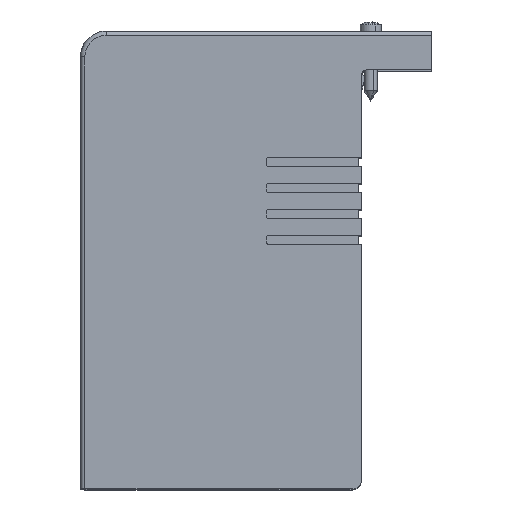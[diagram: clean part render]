
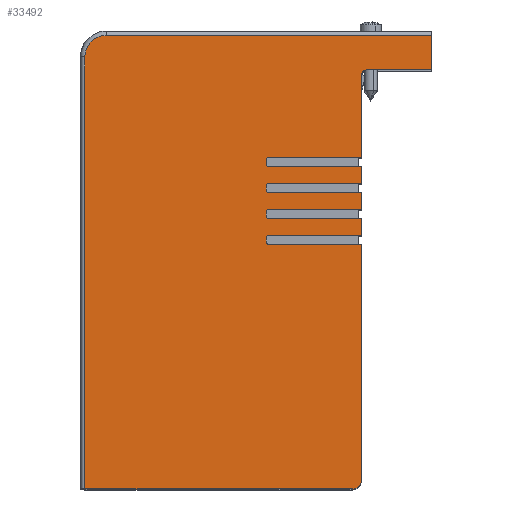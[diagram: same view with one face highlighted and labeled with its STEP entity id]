
A CAD part, top view. The second image highlights one B-rep face of the part: STEP entity #33492.
In plain terms, the highlighted planar face has unit normal (0, 0, 1).
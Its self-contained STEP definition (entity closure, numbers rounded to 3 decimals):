
#2446=DIRECTION('',(1.,0.,0.));
#2447=VECTOR('',#2446,21.5);
#2448=CARTESIAN_POINT('',(-138.65,43.5,23.25));
#2449=LINE('',#2448,#2447);
#2467=CARTESIAN_POINT('',(-119.15,-31.,23.25));
#2468=DIRECTION('',(0.,0.,-1.));
#2469=DIRECTION('',(1.,0.,0.));
#2470=AXIS2_PLACEMENT_3D('',#2467,#2468,#2469);
#2472=DIRECTION('',(-1.,0.,0.));
#2473=VECTOR('',#2472,61.85);
#2474=CARTESIAN_POINT('',(-119.15,-33.,23.25));
#2475=LINE('',#2474,#2473);
#2476=CARTESIAN_POINT('',(-176.,66.75,23.25));
#2477=DIRECTION('',(0.,0.,-1.));
#2478=DIRECTION('',(-1.,0.,0.));
#2479=AXIS2_PLACEMENT_3D('',#2476,#2477,#2478);
#2481=DIRECTION('',(0.,-1.,0.));
#2482=VECTOR('',#2481,8.);
#2483=CARTESIAN_POINT('',(-100.95,71.75,23.25));
#2484=LINE('',#2483,#2482);
#2485=DIRECTION('',(-1.,0.,0.));
#2486=VECTOR('',#2485,15.05);
#2487=CARTESIAN_POINT('',(-100.95,63.75,23.25));
#2488=LINE('',#2487,#2486);
#2489=CARTESIAN_POINT('',(-116.,62.6,23.25));
#2490=DIRECTION('',(0.,0.,1.));
#2491=DIRECTION('',(0.,1.,0.));
#2492=AXIS2_PLACEMENT_3D('',#2489,#2490,#2491);
#2494=DIRECTION('',(0.,-1.,0.));
#2495=VECTOR('',#2494,19.1);
#2496=CARTESIAN_POINT('',(-117.15,62.6,23.25));
#2497=LINE('',#2496,#2495);
#2498=CARTESIAN_POINT('',(-138.65,43.,23.25));
#2499=DIRECTION('',(0.,0.,1.));
#2500=DIRECTION('',(0.,1.,0.));
#2501=AXIS2_PLACEMENT_3D('',#2498,#2499,#2500);
#2503=CARTESIAN_POINT('',(-138.65,42.,23.25));
#2504=DIRECTION('',(0.,0.,1.));
#2505=DIRECTION('',(-1.,0.,0.));
#2506=AXIS2_PLACEMENT_3D('',#2503,#2504,#2505);
#2508=DIRECTION('',(0.,-1.,0.));
#2509=VECTOR('',#2508,4.);
#2510=CARTESIAN_POINT('',(-117.15,41.5,23.25));
#2511=LINE('',#2510,#2509);
#2512=CARTESIAN_POINT('',(-138.65,37.,23.25));
#2513=DIRECTION('',(0.,0.,1.));
#2514=DIRECTION('',(0.,1.,0.));
#2515=AXIS2_PLACEMENT_3D('',#2512,#2513,#2514);
#2517=CARTESIAN_POINT('',(-138.65,36.,23.25));
#2518=DIRECTION('',(0.,0.,1.));
#2519=DIRECTION('',(-1.,0.,0.));
#2520=AXIS2_PLACEMENT_3D('',#2517,#2518,#2519);
#2522=DIRECTION('',(0.,-1.,0.));
#2523=VECTOR('',#2522,4.);
#2524=CARTESIAN_POINT('',(-117.15,35.5,23.25));
#2525=LINE('',#2524,#2523);
#2526=CARTESIAN_POINT('',(-138.65,31.,23.25));
#2527=DIRECTION('',(0.,0.,1.));
#2528=DIRECTION('',(0.,1.,0.));
#2529=AXIS2_PLACEMENT_3D('',#2526,#2527,#2528);
#2531=CARTESIAN_POINT('',(-138.65,30.,23.25));
#2532=DIRECTION('',(0.,0.,1.));
#2533=DIRECTION('',(-1.,0.,0.));
#2534=AXIS2_PLACEMENT_3D('',#2531,#2532,#2533);
#2536=DIRECTION('',(0.,-1.,0.));
#2537=VECTOR('',#2536,4.);
#2538=CARTESIAN_POINT('',(-117.15,29.5,23.25));
#2539=LINE('',#2538,#2537);
#2540=CARTESIAN_POINT('',(-138.65,25.,23.25));
#2541=DIRECTION('',(0.,0.,1.));
#2542=DIRECTION('',(0.,1.,0.));
#2543=AXIS2_PLACEMENT_3D('',#2540,#2541,#2542);
#2545=CARTESIAN_POINT('',(-138.65,24.,23.25));
#2546=DIRECTION('',(0.,0.,1.));
#2547=DIRECTION('',(-1.,0.,0.));
#2548=AXIS2_PLACEMENT_3D('',#2545,#2546,#2547);
#2550=DIRECTION('',(0.,-1.,0.));
#2551=VECTOR('',#2550,54.5);
#2552=CARTESIAN_POINT('',(-117.15,23.5,23.25));
#2553=LINE('',#2552,#2551);
#2595=DIRECTION('',(-1.,0.,0.));
#2596=VECTOR('',#2595,21.5);
#2597=CARTESIAN_POINT('',(-117.15,23.5,23.25));
#2598=LINE('',#2597,#2596);
#2619=DIRECTION('',(0.,1.,0.));
#2620=VECTOR('',#2619,1.);
#2621=CARTESIAN_POINT('',(-139.15,24.,23.25));
#2622=LINE('',#2621,#2620);
#2643=DIRECTION('',(1.,0.,0.));
#2644=VECTOR('',#2643,21.5);
#2645=CARTESIAN_POINT('',(-138.65,25.5,23.25));
#2646=LINE('',#2645,#2644);
#2667=DIRECTION('',(-1.,0.,0.));
#2668=VECTOR('',#2667,21.5);
#2669=CARTESIAN_POINT('',(-117.15,29.5,23.25));
#2670=LINE('',#2669,#2668);
#2691=DIRECTION('',(0.,1.,0.));
#2692=VECTOR('',#2691,1.);
#2693=CARTESIAN_POINT('',(-139.15,30.,23.25));
#2694=LINE('',#2693,#2692);
#2715=DIRECTION('',(1.,0.,0.));
#2716=VECTOR('',#2715,21.5);
#2717=CARTESIAN_POINT('',(-138.65,31.5,23.25));
#2718=LINE('',#2717,#2716);
#2739=DIRECTION('',(-1.,0.,0.));
#2740=VECTOR('',#2739,21.5);
#2741=CARTESIAN_POINT('',(-117.15,35.5,23.25));
#2742=LINE('',#2741,#2740);
#2763=DIRECTION('',(0.,1.,0.));
#2764=VECTOR('',#2763,1.);
#2765=CARTESIAN_POINT('',(-139.15,36.,23.25));
#2766=LINE('',#2765,#2764);
#2787=DIRECTION('',(1.,0.,0.));
#2788=VECTOR('',#2787,21.5);
#2789=CARTESIAN_POINT('',(-138.65,37.5,23.25));
#2790=LINE('',#2789,#2788);
#2811=DIRECTION('',(-1.,0.,0.));
#2812=VECTOR('',#2811,21.5);
#2813=CARTESIAN_POINT('',(-117.15,41.5,23.25));
#2814=LINE('',#2813,#2812);
#2831=DIRECTION('',(0.,1.,0.));
#2832=VECTOR('',#2831,1.);
#2833=CARTESIAN_POINT('',(-139.15,42.,23.25));
#2834=LINE('',#2833,#2832);
#5548=DIRECTION('',(0.,-1.,0.));
#5549=VECTOR('',#5548,99.75);
#5550=CARTESIAN_POINT('',(-181.,66.75,23.25));
#5551=LINE('',#5550,#5549);
#5562=DIRECTION('',(-1.,0.,0.));
#5563=VECTOR('',#5562,75.05);
#5564=CARTESIAN_POINT('',(-100.95,71.75,23.25));
#5565=LINE('',#5564,#5563);
#24718=CARTESIAN_POINT('',(-100.95,63.75,23.25));
#24719=VERTEX_POINT('',#24718);
#24720=CARTESIAN_POINT('',(-100.95,71.75,23.25));
#24721=VERTEX_POINT('',#24720);
#27592=CARTESIAN_POINT('',(-181.,-33.,23.25));
#27593=VERTEX_POINT('',#27592);
#27594=CARTESIAN_POINT('',(-119.15,-33.,23.25));
#27595=VERTEX_POINT('',#27594);
#28219=CARTESIAN_POINT('',(-117.15,37.5,23.25));
#28221=VERTEX_POINT('',#28219);
#28223=CARTESIAN_POINT('',(-117.15,41.5,23.25));
#28224=VERTEX_POINT('',#28223);
#28228=CARTESIAN_POINT('',(-117.15,35.5,23.25));
#28230=VERTEX_POINT('',#28228);
#28233=CARTESIAN_POINT('',(-117.15,31.5,23.25));
#28234=VERTEX_POINT('',#28233);
#28236=CARTESIAN_POINT('',(-117.15,29.5,23.25));
#28238=VERTEX_POINT('',#28236);
#28241=CARTESIAN_POINT('',(-117.15,25.5,23.25));
#28242=VERTEX_POINT('',#28241);
#28247=CARTESIAN_POINT('',(-117.15,43.5,23.25));
#28248=VERTEX_POINT('',#28247);
#28249=CARTESIAN_POINT('',(-117.15,62.6,23.25));
#28250=VERTEX_POINT('',#28249);
#28251=CARTESIAN_POINT('',(-117.15,-31.,23.25));
#28253=VERTEX_POINT('',#28251);
#28255=CARTESIAN_POINT('',(-117.15,23.5,23.25));
#28256=VERTEX_POINT('',#28255);
#28416=CARTESIAN_POINT('',(-116.,63.75,23.25));
#28417=VERTEX_POINT('',#28416);
#28418=CARTESIAN_POINT('',(-181.,66.75,23.25));
#28419=VERTEX_POINT('',#28418);
#28420=CARTESIAN_POINT('',(-176.,71.75,23.25));
#28421=VERTEX_POINT('',#28420);
#28422=CARTESIAN_POINT('',(-138.65,43.5,23.25));
#28423=VERTEX_POINT('',#28422);
#28424=CARTESIAN_POINT('',(-139.15,42.,23.25));
#28425=CARTESIAN_POINT('',(-139.15,43.,23.25));
#28426=VERTEX_POINT('',#28424);
#28427=VERTEX_POINT('',#28425);
#28428=CARTESIAN_POINT('',(-138.65,41.5,23.25));
#28429=VERTEX_POINT('',#28428);
#28430=CARTESIAN_POINT('',(-138.65,37.5,23.25));
#28431=VERTEX_POINT('',#28430);
#28432=CARTESIAN_POINT('',(-139.15,36.,23.25));
#28433=CARTESIAN_POINT('',(-139.15,37.,23.25));
#28434=VERTEX_POINT('',#28432);
#28435=VERTEX_POINT('',#28433);
#28436=CARTESIAN_POINT('',(-138.65,35.5,23.25));
#28437=VERTEX_POINT('',#28436);
#28438=CARTESIAN_POINT('',(-138.65,31.5,23.25));
#28439=VERTEX_POINT('',#28438);
#28440=CARTESIAN_POINT('',(-139.15,30.,23.25));
#28441=CARTESIAN_POINT('',(-139.15,31.,23.25));
#28442=VERTEX_POINT('',#28440);
#28443=VERTEX_POINT('',#28441);
#28444=CARTESIAN_POINT('',(-138.65,29.5,23.25));
#28445=VERTEX_POINT('',#28444);
#28446=CARTESIAN_POINT('',(-138.65,25.5,23.25));
#28447=VERTEX_POINT('',#28446);
#28448=CARTESIAN_POINT('',(-139.15,24.,23.25));
#28449=CARTESIAN_POINT('',(-139.15,25.,23.25));
#28450=VERTEX_POINT('',#28448);
#28451=VERTEX_POINT('',#28449);
#28452=CARTESIAN_POINT('',(-138.65,23.5,23.25));
#28453=VERTEX_POINT('',#28452);
#33422=CARTESIAN_POINT('',(-140.975,19.375,23.25));
#33423=DIRECTION('',(0.,0.,1.));
#33424=DIRECTION('',(1.,0.,0.));
#33425=AXIS2_PLACEMENT_3D('',#33422,#33423,#33424);
#33426=PLANE('',#33425);
#33428=ORIENTED_EDGE('',*,*,#33427,.T.);
#33430=ORIENTED_EDGE('',*,*,#33429,.T.);
#33432=ORIENTED_EDGE('',*,*,#33431,.F.);
#33434=ORIENTED_EDGE('',*,*,#33433,.T.);
#33436=ORIENTED_EDGE('',*,*,#33435,.F.);
#33437=ORIENTED_EDGE('',*,*,#30127,.T.);
#33439=ORIENTED_EDGE('',*,*,#33438,.T.);
#33441=ORIENTED_EDGE('',*,*,#33440,.T.);
#33442=ORIENTED_EDGE('',*,*,#33415,.T.);
#33443=ORIENTED_EDGE('',*,*,#33382,.F.);
#33445=ORIENTED_EDGE('',*,*,#33444,.T.);
#33447=ORIENTED_EDGE('',*,*,#33446,.F.);
#33449=ORIENTED_EDGE('',*,*,#33448,.T.);
#33451=ORIENTED_EDGE('',*,*,#33450,.F.);
#33453=ORIENTED_EDGE('',*,*,#33452,.T.);
#33455=ORIENTED_EDGE('',*,*,#33454,.F.);
#33457=ORIENTED_EDGE('',*,*,#33456,.T.);
#33459=ORIENTED_EDGE('',*,*,#33458,.F.);
#33461=ORIENTED_EDGE('',*,*,#33460,.T.);
#33463=ORIENTED_EDGE('',*,*,#33462,.F.);
#33465=ORIENTED_EDGE('',*,*,#33464,.T.);
#33467=ORIENTED_EDGE('',*,*,#33466,.F.);
#33469=ORIENTED_EDGE('',*,*,#33468,.T.);
#33471=ORIENTED_EDGE('',*,*,#33470,.F.);
#33473=ORIENTED_EDGE('',*,*,#33472,.T.);
#33475=ORIENTED_EDGE('',*,*,#33474,.F.);
#33477=ORIENTED_EDGE('',*,*,#33476,.T.);
#33479=ORIENTED_EDGE('',*,*,#33478,.F.);
#33481=ORIENTED_EDGE('',*,*,#33480,.T.);
#33483=ORIENTED_EDGE('',*,*,#33482,.F.);
#33485=ORIENTED_EDGE('',*,*,#33484,.T.);
#33487=ORIENTED_EDGE('',*,*,#33486,.F.);
#33489=ORIENTED_EDGE('',*,*,#33488,.T.);
#33490=EDGE_LOOP('',(#33428,#33430,#33432,#33434,#33436,#33437,#33439,#33441,
#33442,#33443,#33445,#33447,#33449,#33451,#33453,#33455,#33457,#33459,#33461,
#33463,#33465,#33467,#33469,#33471,#33473,#33475,#33477,#33479,#33481,#33483,
#33485,#33487,#33489));
#33491=FACE_OUTER_BOUND('',#33490,.F.);
#2471=CIRCLE('',#2470,2.);
#2480=CIRCLE('',#2479,5.);
#2493=CIRCLE('',#2492,1.15);
#2502=CIRCLE('',#2501,0.5);
#2507=CIRCLE('',#2506,0.5);
#2516=CIRCLE('',#2515,0.5);
#2521=CIRCLE('',#2520,0.5);
#2530=CIRCLE('',#2529,0.5);
#2535=CIRCLE('',#2534,0.5);
#2544=CIRCLE('',#2543,0.5);
#2549=CIRCLE('',#2548,0.5);
#30127=EDGE_CURVE('',#24721,#24719,#2484,.T.);
#33382=EDGE_CURVE('',#28423,#28248,#2449,.T.);
#33415=EDGE_CURVE('',#28250,#28248,#2497,.T.);
#33427=EDGE_CURVE('',#28253,#27595,#2471,.T.);
#33429=EDGE_CURVE('',#27595,#27593,#2475,.T.);
#33431=EDGE_CURVE('',#28419,#27593,#5551,.T.);
#33433=EDGE_CURVE('',#28419,#28421,#2480,.T.);
#33435=EDGE_CURVE('',#24721,#28421,#5565,.T.);
#33438=EDGE_CURVE('',#24719,#28417,#2488,.T.);
#33440=EDGE_CURVE('',#28417,#28250,#2493,.T.);
#33444=EDGE_CURVE('',#28423,#28427,#2502,.T.);
#33446=EDGE_CURVE('',#28426,#28427,#2834,.T.);
#33448=EDGE_CURVE('',#28426,#28429,#2507,.T.);
#33450=EDGE_CURVE('',#28224,#28429,#2814,.T.);
#33452=EDGE_CURVE('',#28224,#28221,#2511,.T.);
#33454=EDGE_CURVE('',#28431,#28221,#2790,.T.);
#33456=EDGE_CURVE('',#28431,#28435,#2516,.T.);
#33458=EDGE_CURVE('',#28434,#28435,#2766,.T.);
#33460=EDGE_CURVE('',#28434,#28437,#2521,.T.);
#33462=EDGE_CURVE('',#28230,#28437,#2742,.T.);
#33464=EDGE_CURVE('',#28230,#28234,#2525,.T.);
#33466=EDGE_CURVE('',#28439,#28234,#2718,.T.);
#33468=EDGE_CURVE('',#28439,#28443,#2530,.T.);
#33470=EDGE_CURVE('',#28442,#28443,#2694,.T.);
#33472=EDGE_CURVE('',#28442,#28445,#2535,.T.);
#33474=EDGE_CURVE('',#28238,#28445,#2670,.T.);
#33476=EDGE_CURVE('',#28238,#28242,#2539,.T.);
#33478=EDGE_CURVE('',#28447,#28242,#2646,.T.);
#33480=EDGE_CURVE('',#28447,#28451,#2544,.T.);
#33482=EDGE_CURVE('',#28450,#28451,#2622,.T.);
#33484=EDGE_CURVE('',#28450,#28453,#2549,.T.);
#33486=EDGE_CURVE('',#28256,#28453,#2598,.T.);
#33488=EDGE_CURVE('',#28256,#28253,#2553,.T.);
#33492=ADVANCED_FACE('',(#33491),#33426,.T.);
